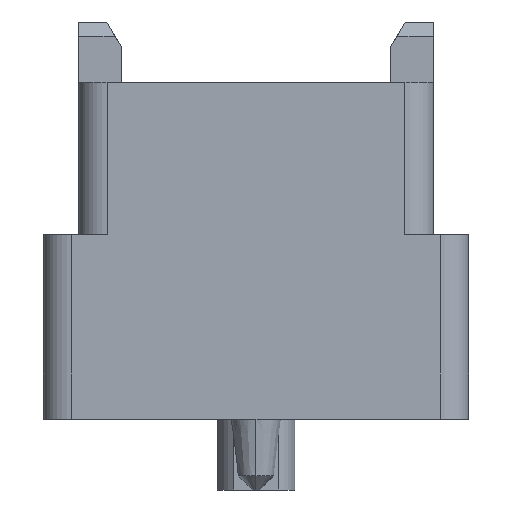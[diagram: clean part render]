
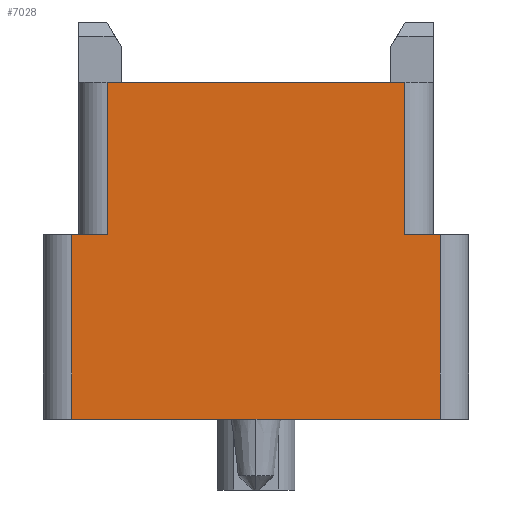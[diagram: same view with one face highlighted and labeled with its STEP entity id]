
A CAD part, left-side view. The second image highlights one B-rep face of the part: STEP entity #7028.
In plain terms, the highlighted planar face has unit normal (-1, 0, 0).
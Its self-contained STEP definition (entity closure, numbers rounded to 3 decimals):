
#72=DIRECTION('',(0.,0.,1.));
#73=VECTOR('',#72,2.15);
#74=CARTESIAN_POINT('',(-10.9,-2.1,-2.15));
#75=LINE('',#74,#73);
#76=DIRECTION('',(0.,0.,-1.));
#77=VECTOR('',#76,2.6);
#78=CARTESIAN_POINT('',(-10.9,-2.6,-2.15));
#79=LINE('',#78,#77);
#80=DIRECTION('',(0.,1.,0.));
#81=VECTOR('',#80,5.2);
#82=CARTESIAN_POINT('',(-10.9,-2.6,-4.75));
#83=LINE('',#82,#81);
#84=DIRECTION('',(0.,0.,-1.));
#85=VECTOR('',#84,2.6);
#86=CARTESIAN_POINT('',(-10.9,2.6,-2.15));
#87=LINE('',#86,#85);
#88=DIRECTION('',(0.,0.,-1.));
#89=VECTOR('',#88,2.15);
#90=CARTESIAN_POINT('',(-10.9,2.1,0.));
#91=LINE('',#90,#89);
#102=DIRECTION('',(0.,1.,0.));
#103=VECTOR('',#102,4.2);
#104=CARTESIAN_POINT('',(-10.9,-2.1,0.));
#105=LINE('',#104,#103);
#304=DIRECTION('',(0.,1.,0.));
#305=VECTOR('',#304,0.5);
#306=CARTESIAN_POINT('',(-10.9,-2.6,-2.15));
#307=LINE('',#306,#305);
#321=DIRECTION('',(0.,1.,0.));
#322=VECTOR('',#321,0.5);
#323=CARTESIAN_POINT('',(-10.9,2.1,-2.15));
#324=LINE('',#323,#322);
#5486=CARTESIAN_POINT('',(-10.9,-2.1,0.));
#5488=VERTEX_POINT('',#5486);
#5492=CARTESIAN_POINT('',(-10.9,-2.1,-2.15));
#5493=VERTEX_POINT('',#5492);
#5495=CARTESIAN_POINT('',(-10.9,-2.6,-4.75));
#5497=VERTEX_POINT('',#5495);
#5498=CARTESIAN_POINT('',(-10.9,-2.6,-2.15));
#5499=VERTEX_POINT('',#5498);
#5506=CARTESIAN_POINT('',(-10.9,2.1,0.));
#5507=VERTEX_POINT('',#5506);
#5508=CARTESIAN_POINT('',(-10.9,2.1,-2.15));
#5509=VERTEX_POINT('',#5508);
#5510=CARTESIAN_POINT('',(-10.9,2.6,-4.75));
#5512=VERTEX_POINT('',#5510);
#5516=CARTESIAN_POINT('',(-10.9,2.6,-2.15));
#5517=VERTEX_POINT('',#5516);
#7005=CARTESIAN_POINT('',(-10.9,0.,0.));
#7006=DIRECTION('',(-1.,0.,0.));
#7007=DIRECTION('',(0.,-1.,0.));
#7008=AXIS2_PLACEMENT_3D('',#7005,#7006,#7007);
#7009=PLANE('',#7008);
#7011=ORIENTED_EDGE('',*,*,#7010,.F.);
#7013=ORIENTED_EDGE('',*,*,#7012,.F.);
#7015=ORIENTED_EDGE('',*,*,#7014,.T.);
#7017=ORIENTED_EDGE('',*,*,#7016,.T.);
#7019=ORIENTED_EDGE('',*,*,#7018,.F.);
#7021=ORIENTED_EDGE('',*,*,#7020,.F.);
#7023=ORIENTED_EDGE('',*,*,#7022,.F.);
#7025=ORIENTED_EDGE('',*,*,#7024,.F.);
#7026=EDGE_LOOP('',(#7011,#7013,#7015,#7017,#7019,#7021,#7023,#7025));
#7027=FACE_OUTER_BOUND('',#7026,.F.);
#7028=ADVANCED_FACE('',(#7027),#7009,.T.);
#7010=EDGE_CURVE('',#5493,#5488,#75,.T.);
#7012=EDGE_CURVE('',#5499,#5493,#307,.T.);
#7014=EDGE_CURVE('',#5499,#5497,#79,.T.);
#7016=EDGE_CURVE('',#5497,#5512,#83,.T.);
#7018=EDGE_CURVE('',#5517,#5512,#87,.T.);
#7020=EDGE_CURVE('',#5509,#5517,#324,.T.);
#7022=EDGE_CURVE('',#5507,#5509,#91,.T.);
#7024=EDGE_CURVE('',#5488,#5507,#105,.T.);
